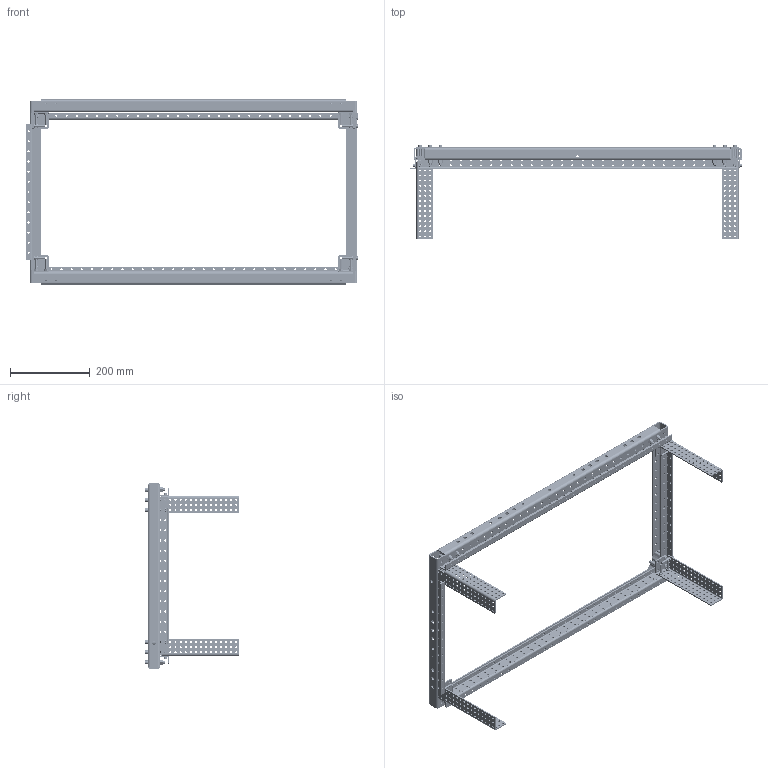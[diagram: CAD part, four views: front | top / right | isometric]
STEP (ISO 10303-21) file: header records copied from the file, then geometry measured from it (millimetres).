
FILE_DESCRIPTION (( 'STEP AP214' ), '1' );
FILE_NAME ('am-2694 Mezzanine.STEP', '2018-07-02T14:24:45', ( '' ), ( '' ), 'SwSTEP 2.0', 'SolidWorks 2017', '' );
FILE_SCHEMA (( 'AUTOMOTIVE_DESIGN' ));
Length unit declared in the file: inch
Products named in the file (15): Long CB2 w Connects; socket head cap screw_ai_HX-SHCS 0.19-32x1.375x1-C; SHCS 14-20 x 1.75; L-Rail; am-2694 Mezzanine; Beam Short; C-Channel 2-18; Beam Long; C-Channel Mez frame; C-Channel 2; Riser; 14-20 Nylock Nut_97135A210; Corner Extrusion_1; 10-32 Nylock Jam Nut_90633A411; L-Rail 15000
Assembly tree (61 placements, depth 4):
  am-2694 Mezzanine
    Riser  x4
    C-Channel Mez frame
      Long CB2 w Connects  x2
        C-Channel 2
        14-20 Nylock Nut_97135A210
        SHCS 14-20 x 1.75
        Corner Extrusion_1
      C-Channel 2-18  x2
    Beam Short  x2
    Beam Long  x3
    L-Rail  x2
    L-Rail 15000  x2
    socket head cap screw_ai_HX-SHCS 0.19-32x1.375x1-C  x12
    10-32 Nylock Jam Nut_90633A411  x12
Bounding box: 830.58 x 234.94 x 463.55 mm (x, y, z)
Volume: 1636594.3 mm3; surface area: 1128456.7 mm2
Topology: 105 solids, 105 shells, 6040 faces, 15302 edges, 9560 vertices
Faces by surface type: cylinder 3652, cone 1180, plane 952, torus 256
Entity records: 50097 total; most frequent: CARTESIAN_POINT 9386, DIRECTION 8984, ORIENTED_EDGE 7750, EDGE_CURVE 3875, AXIS2_PLACEMENT_3D 3774, VERTEX_POINT 2520, EDGE_LOOP 2401, CIRCLE 2317
